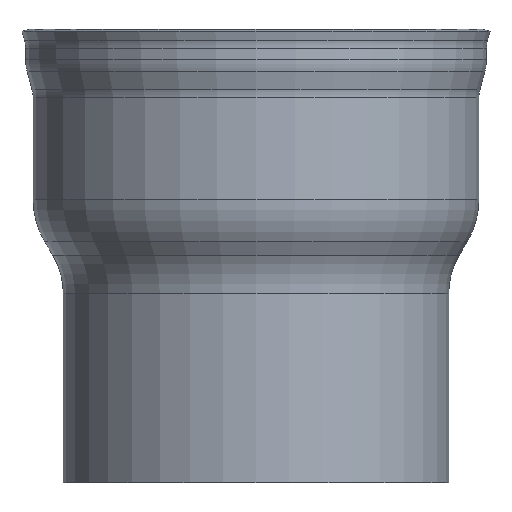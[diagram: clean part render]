
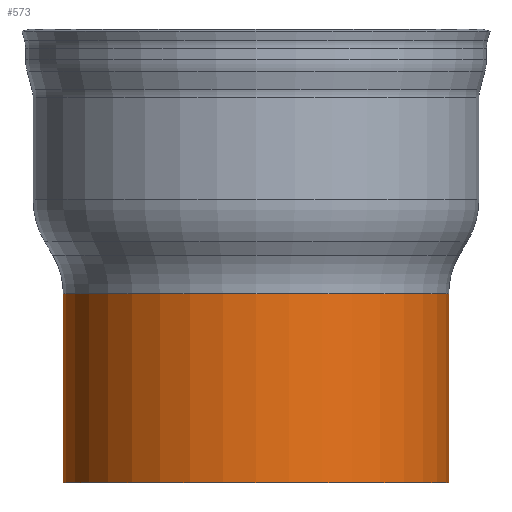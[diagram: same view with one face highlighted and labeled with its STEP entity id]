
A CAD part, front view. The second image highlights one B-rep face of the part: STEP entity #573.
In plain terms, the highlighted cylindrical face has radius 510 mm (diameter 1020 mm), a full revolution.
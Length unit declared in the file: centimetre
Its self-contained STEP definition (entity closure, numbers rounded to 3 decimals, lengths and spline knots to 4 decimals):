
#53=FACE_OUTER_BOUND('',#89,.T.);
#89=EDGE_LOOP('',(#367,#368,#369,#370,#371));
#126=CIRCLE('',#662,51.);
#127=CIRCLE('',#663,51.);
#128=CIRCLE('',#664,51.);
#204=VERTEX_POINT('',#1038);
#205=VERTEX_POINT('',#1040);
#206=VERTEX_POINT('',#1042);
#268=EDGE_CURVE('',#204,#204,#126,.T.);
#269=EDGE_CURVE('',#204,#205,#616,.T.);
#270=EDGE_CURVE('',#205,#206,#127,.T.);
#271=EDGE_CURVE('',#206,#205,#128,.T.);
#367=ORIENTED_EDGE('',*,*,#268,.F.);
#368=ORIENTED_EDGE('',*,*,#269,.T.);
#369=ORIENTED_EDGE('',*,*,#270,.T.);
#370=ORIENTED_EDGE('',*,*,#271,.T.);
#371=ORIENTED_EDGE('',*,*,#269,.F.);
#565=CYLINDRICAL_SURFACE('',#661,51.);
#573=ADVANCED_FACE('',(#53),#565,.T.);
#616=LINE('',#1041,#638);
#638=VECTOR('',#785,51.);
#661=AXIS2_PLACEMENT_3D('',#1037,#781,#782);
#662=AXIS2_PLACEMENT_3D('',#1039,#783,#784);
#663=AXIS2_PLACEMENT_3D('',#1043,#786,#787);
#664=AXIS2_PLACEMENT_3D('',#1044,#788,#789);
#781=DIRECTION('center_axis',(0.,0.,-1.));
#782=DIRECTION('ref_axis',(1.,0.,0.));
#783=DIRECTION('center_axis',(0.,0.,-1.));
#784=DIRECTION('ref_axis',(1.,0.,0.));
#785=DIRECTION('',(0.,0.,1.));
#786=DIRECTION('center_axis',(0.,0.,-1.));
#787=DIRECTION('ref_axis',(1.,0.,0.));
#788=DIRECTION('center_axis',(0.,0.,-1.));
#789=DIRECTION('ref_axis',(1.,0.,0.));
#1037=CARTESIAN_POINT('Origin',(0.,0.,25.));
#1038=CARTESIAN_POINT('',(-51.,0.,0.));
#1039=CARTESIAN_POINT('Origin',(0.,0.,0.));
#1040=CARTESIAN_POINT('',(-51.,0.,50.));
#1041=CARTESIAN_POINT('',(-51.,0.,25.));
#1042=CARTESIAN_POINT('',(0.,-51.,50.));
#1043=CARTESIAN_POINT('Origin',(0.,0.,50.));
#1044=CARTESIAN_POINT('Origin',(0.,0.,50.));
